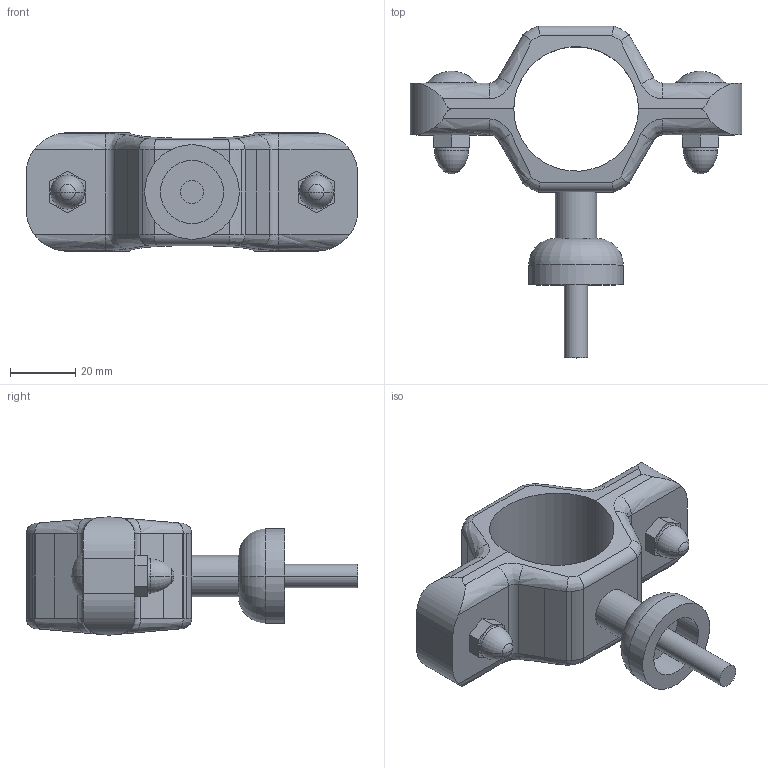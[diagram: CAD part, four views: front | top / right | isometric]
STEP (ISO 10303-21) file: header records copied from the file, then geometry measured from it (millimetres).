
FILE_DESCRIPTION (( 'STEP AP214' ), '1' );
FILE_NAME ('ZC1PP1.5T304SAN.STEP', '2023-05-29T13:19:00', ( '' ), ( '' ), 'SwSTEP 2.0', 'SolidWorks 2018', '' );
FILE_SCHEMA (( 'AUTOMOTIVE_DESIGN' ));
Length unit declared in the file: inch
Products named in the file (1): ZC1PP1.5T304SAN
Bounding box: 101.6 x 101.6 x 36.19 mm (x, y, z)
Volume: 70879.4 mm3; surface area: 20276.6 mm2
Topology: 1 solids, 1 shells, 135 faces, 319 edges, 194 vertices
Faces by surface type: bspline 48, plane 39, cylinder 30, sphere 8, torus 6, cone 4
Entity records: 5356 total; most frequent: CARTESIAN_POINT 2778, ORIENTED_EDGE 638, DIRECTION 359, EDGE_CURVE 319, VERTEX_POINT 194, EDGE_LOOP 145, FACE_OUTER_BOUND 135, ADVANCED_FACE 135
